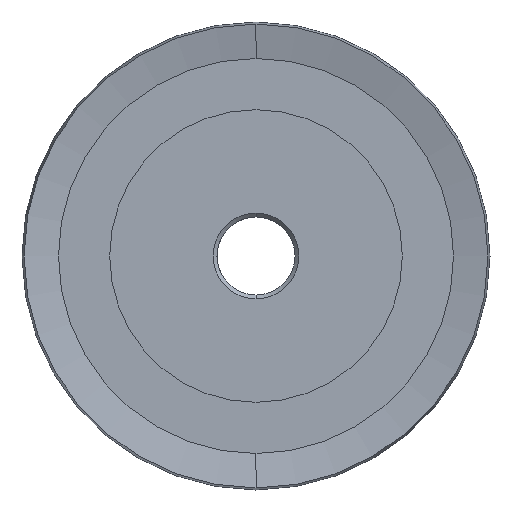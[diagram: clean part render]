
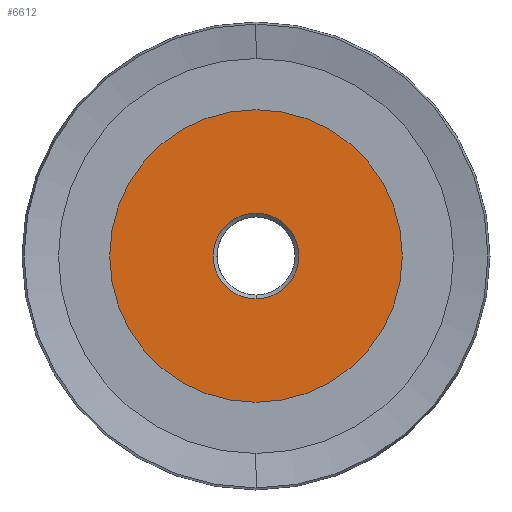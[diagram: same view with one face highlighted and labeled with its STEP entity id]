
A CAD part, left-side view. The second image highlights one B-rep face of the part: STEP entity #6612.
In plain terms, the highlighted planar face has unit normal (-1, 0, 0).
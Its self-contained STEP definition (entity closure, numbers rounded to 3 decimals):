
#294 = DIRECTION ( 'NONE',  ( -1., 0., 0. ) ) ;
#452 = EDGE_LOOP ( 'NONE', ( #6153, #510 ) ) ;
#510 = ORIENTED_EDGE ( 'NONE', *, *, #6356, .T. ) ;
#772 = VERTEX_POINT ( 'NONE', #5616 ) ;
#786 = CIRCLE ( 'NONE', #4294, 11.913 ) ;
#838 = CARTESIAN_POINT ( 'NONE',  ( 0., 0., 0. ) ) ;
#1393 = CARTESIAN_POINT ( 'NONE',  ( 0., 0., -3.493 ) ) ;
#1531 = DIRECTION ( 'NONE',  ( 0., 0., 1. ) ) ;
#1548 = CIRCLE ( 'NONE', #6743, 3.493 ) ;
#1713 = VERTEX_POINT ( 'NONE', #6416 ) ;
#1809 = ORIENTED_EDGE ( 'NONE', *, *, #4123, .T. ) ;
#1969 = EDGE_CURVE ( 'NONE', #2365, #3035, #1548, .T. ) ;
#2318 = DIRECTION ( 'NONE',  ( 0., 0., 1. ) ) ;
#2365 = VERTEX_POINT ( 'NONE', #1393 ) ;
#2471 = CARTESIAN_POINT ( 'NONE',  ( 0., 0., 0. ) ) ;
#2762 = CIRCLE ( 'NONE', #4602, 3.493 ) ;
#3035 = VERTEX_POINT ( 'NONE', #4193 ) ;
#3171 = AXIS2_PLACEMENT_3D ( 'NONE', #4444, #6556, #2318 ) ;
#3186 = DIRECTION ( 'NONE',  ( 0., 0., 1. ) ) ;
#3880 = EDGE_CURVE ( 'NONE', #772, #1713, #786, .T. ) ;
#4081 = DIRECTION ( 'NONE',  ( -1., 0., 0. ) ) ;
#4123 = EDGE_CURVE ( 'NONE', #3035, #2365, #2762, .T. ) ;
#4193 = CARTESIAN_POINT ( 'NONE',  ( 0., 0., 3.493 ) ) ;
#4294 = AXIS2_PLACEMENT_3D ( 'NONE', #8349, #4081, #9075 ) ;
#4444 = CARTESIAN_POINT ( 'NONE',  ( 0., 0., 0. ) ) ;
#4540 = CARTESIAN_POINT ( 'NONE',  ( 0., 0., 0. ) ) ;
#4602 = AXIS2_PLACEMENT_3D ( 'NONE', #838, #5764, #1531 ) ;
#4663 = CIRCLE ( 'NONE', #4786, 11.913 ) ;
#4786 = AXIS2_PLACEMENT_3D ( 'NONE', #4540, #294, #5223 ) ;
#5223 = DIRECTION ( 'NONE',  ( 0., 0., 1. ) ) ;
#5405 = FACE_BOUND ( 'NONE', #6576, .T. ) ;
#5616 = CARTESIAN_POINT ( 'NONE',  ( 0., 0., -11.913 ) ) ;
#5764 = DIRECTION ( 'NONE',  ( 1., 0., 0. ) ) ;
#6153 = ORIENTED_EDGE ( 'NONE', *, *, #3880, .T. ) ;
#6356 = EDGE_CURVE ( 'NONE', #1713, #772, #4663, .T. ) ;
#6416 = CARTESIAN_POINT ( 'NONE',  ( 0., 0., 11.913 ) ) ;
#6521 = PLANE ( 'NONE',  #3171 ) ;
#6556 = DIRECTION ( 'NONE',  ( -1., 0., 0. ) ) ;
#6576 = EDGE_LOOP ( 'NONE', ( #1809, #7701 ) ) ;
#6612 = ADVANCED_FACE ( 'NONE', ( #5405, #7307 ), #6521, .T. ) ;
#6743 = AXIS2_PLACEMENT_3D ( 'NONE', #2471, #7435, #3186 ) ;
#7307 = FACE_OUTER_BOUND ( 'NONE', #452, .T. ) ;
#7435 = DIRECTION ( 'NONE',  ( 1., 0., 0. ) ) ;
#7701 = ORIENTED_EDGE ( 'NONE', *, *, #1969, .T. ) ;
#8349 = CARTESIAN_POINT ( 'NONE',  ( 0., 0., 0. ) ) ;
#9075 = DIRECTION ( 'NONE',  ( 0., 0., 1. ) ) ;
